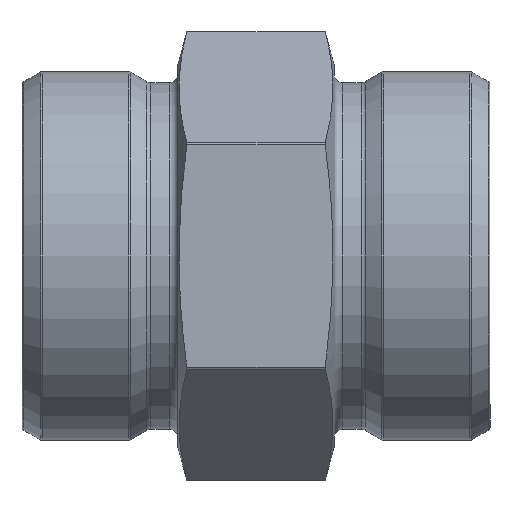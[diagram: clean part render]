
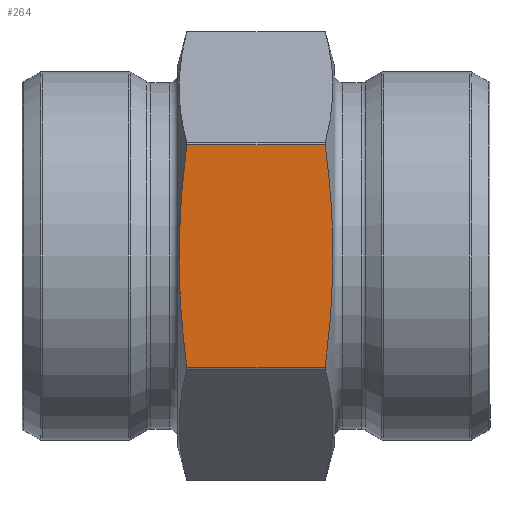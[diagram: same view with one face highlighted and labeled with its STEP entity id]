
A CAD part, front view. The second image highlights one B-rep face of the part: STEP entity #264.
In plain terms, the highlighted planar face has unit normal (0, -1, 0).
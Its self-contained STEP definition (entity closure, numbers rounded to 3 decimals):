
#264=ADVANCED_FACE('',(#326),#312,.F.);
#312=PLANE('',#754);
#326=FACE_OUTER_BOUND('',#337,.T.);
#337=EDGE_LOOP('',(#453,#454,#455,#456));
#427=B_SPLINE_CURVE_WITH_KNOTS('',3,(#1098,#1099,#1100,#1101,#1102,#1103),
 .UNSPECIFIED.,.F.,.F.,(4,2,4),(0.,0.5,1.),.UNSPECIFIED.);
#428=B_SPLINE_CURVE_WITH_KNOTS('',3,(#1104,#1105,#1106,#1107,#1108,#1109),
 .UNSPECIFIED.,.F.,.F.,(4,2,4),(0.,0.5,1.),.UNSPECIFIED.);
#453=ORIENTED_EDGE('',*,*,#660,.F.);
#454=ORIENTED_EDGE('',*,*,#661,.T.);
#455=ORIENTED_EDGE('',*,*,#657,.T.);
#456=ORIENTED_EDGE('',*,*,#662,.T.);
#593=VERTEX_POINT('',#1090);
#594=VERTEX_POINT('',#1091);
#595=VERTEX_POINT('',#1096);
#596=VERTEX_POINT('',#1097);
#657=EDGE_CURVE('',#593,#594,#725,.T.);
#660=EDGE_CURVE('',#595,#596,#726,.T.);
#661=EDGE_CURVE('',#595,#593,#427,.T.);
#662=EDGE_CURVE('',#594,#596,#428,.T.);
#725=LINE('',#1089,#737);
#726=LINE('',#1095,#738);
#737=VECTOR('',#859,1.);
#738=VECTOR('',#866,1.);
#754=AXIS2_PLACEMENT_3D('',#1110,#867,#868);
#859=DIRECTION('',(-1.,0.,0.));
#866=DIRECTION('',(-1.,0.,0.));
#867=DIRECTION('',(0.,1.,0.));
#868=DIRECTION('',(0.,0.,1.));
#1089=CARTESIAN_POINT('',(66.,-27.5,15.673));
#1090=CARTESIAN_POINT('',(42.753,-27.5,15.673));
#1091=CARTESIAN_POINT('',(23.247,-27.5,15.673));
#1095=CARTESIAN_POINT('',(66.,-27.5,-15.673));
#1096=CARTESIAN_POINT('',(42.753,-27.5,-15.673));
#1097=CARTESIAN_POINT('',(23.247,-27.5,-15.673));
#1098=CARTESIAN_POINT('',(42.753,-27.5,-15.673));
#1099=CARTESIAN_POINT('',(43.446,-27.5,-10.454));
#1100=CARTESIAN_POINT('',(43.867,-27.5,-5.198));
#1101=CARTESIAN_POINT('',(43.865,-27.5,5.253));
#1102=CARTESIAN_POINT('',(43.444,-27.5,10.467));
#1103=CARTESIAN_POINT('',(42.753,-27.5,15.673));
#1104=CARTESIAN_POINT('',(23.247,-27.5,15.673));
#1105=CARTESIAN_POINT('',(22.556,-27.5,10.467));
#1106=CARTESIAN_POINT('',(22.135,-27.5,5.253));
#1107=CARTESIAN_POINT('',(22.133,-27.5,-5.198));
#1108=CARTESIAN_POINT('',(22.554,-27.5,-10.454));
#1109=CARTESIAN_POINT('',(23.247,-27.5,-15.673));
#1110=CARTESIAN_POINT('',(66.,-27.5,15.673));
